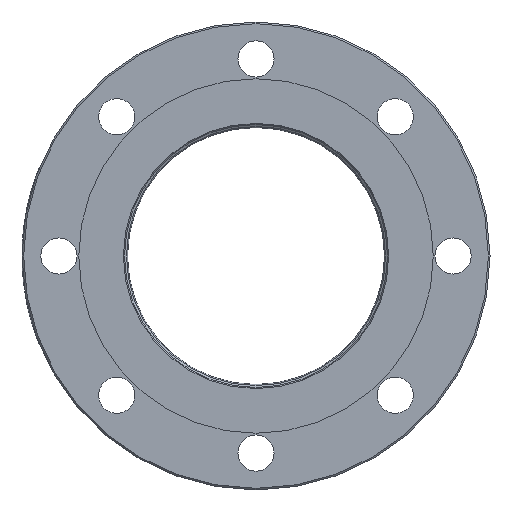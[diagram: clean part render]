
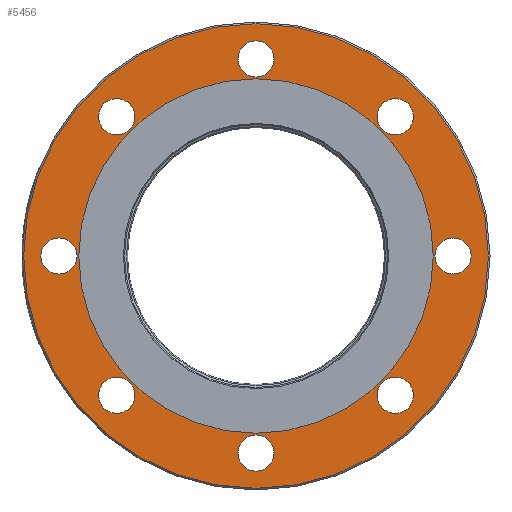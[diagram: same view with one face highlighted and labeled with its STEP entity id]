
A CAD part, left-side view. The second image highlights one B-rep face of the part: STEP entity #5456.
In plain terms, the highlighted planar face has unit normal (-1, 0, 0).
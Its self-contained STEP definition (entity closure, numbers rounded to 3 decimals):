
#146 = CARTESIAN_POINT ( 'NONE',  ( 3.962, -84.853, -84.853 ) ) ;
#230 = CARTESIAN_POINT ( 'NONE',  ( 3.962, -11., -120. ) ) ;
#267 = DIRECTION ( 'NONE',  ( 0., -0.707, -0.707 ) ) ;
#319 = ORIENTED_EDGE ( 'NONE', *, *, #8689, .T. ) ;
#362 = FACE_BOUND ( 'NONE', #9333, .T. ) ;
#540 = EDGE_CURVE ( 'NONE', #5069, #5069, #7139, .T. ) ;
#544 = ORIENTED_EDGE ( 'NONE', *, *, #829, .T. ) ;
#545 = CARTESIAN_POINT ( 'NONE',  ( 3.962, 0., 0. ) ) ;
#576 = EDGE_CURVE ( 'NONE', #11826, #11826, #7481, .T. ) ;
#612 = DIRECTION ( 'NONE',  ( 1., 0., 0. ) ) ;
#779 = AXIS2_PLACEMENT_3D ( 'NONE', #11439, #7186, #9123 ) ;
#829 = EDGE_CURVE ( 'NONE', #7934, #7934, #4104, .T. ) ;
#875 = FACE_BOUND ( 'NONE', #11197, .T. ) ;
#1194 = EDGE_CURVE ( 'NONE', #8948, #8948, #13511, .T. ) ;
#1278 = EDGE_LOOP ( 'NONE', ( #319 ) ) ;
#1385 = DIRECTION ( 'NONE',  ( 0., 0., -1. ) ) ;
#1514 = VERTEX_POINT ( 'NONE', #3379 ) ;
#1700 = FACE_BOUND ( 'NONE', #4780, .T. ) ;
#1805 = EDGE_LOOP ( 'NONE', ( #6255 ) ) ;
#2613 = DIRECTION ( 'NONE',  ( 0., 0., -1. ) ) ;
#2739 = CARTESIAN_POINT ( 'NONE',  ( 3.962, 0., 0. ) ) ;
#2848 = CIRCLE ( 'NONE', #7719, 11. ) ;
#3337 = CARTESIAN_POINT ( 'NONE',  ( 3.962, 11., 120. ) ) ;
#3346 = CIRCLE ( 'NONE', #5112, 11. ) ;
#3379 = CARTESIAN_POINT ( 'NONE',  ( 3.962, 77.074, -92.631 ) ) ;
#3901 = DIRECTION ( 'NONE',  ( 1., 0., 0. ) ) ;
#3912 = CARTESIAN_POINT ( 'NONE',  ( 3.962, 0., 0. ) ) ;
#3946 = CIRCLE ( 'NONE', #13359, 11. ) ;
#3948 = ORIENTED_EDGE ( 'NONE', *, *, #576, .T. ) ;
#4069 = FACE_BOUND ( 'NONE', #1278, .T. ) ;
#4104 = CIRCLE ( 'NONE', #4640, 141.5 ) ;
#4268 = AXIS2_PLACEMENT_3D ( 'NONE', #11122, #12189, #8953 ) ;
#4630 = DIRECTION ( 'NONE',  ( 0., 0., -1. ) ) ;
#4640 = AXIS2_PLACEMENT_3D ( 'NONE', #545, #12303, #2613 ) ;
#4780 = EDGE_LOOP ( 'NONE', ( #8907 ) ) ;
#4801 = CIRCLE ( 'NONE', #4268, 11. ) ;
#4836 = DIRECTION ( 'NONE',  ( 1., 0., 0. ) ) ;
#4884 = CARTESIAN_POINT ( 'NONE',  ( 3.962, -84.853, 84.853 ) ) ;
#4979 = CARTESIAN_POINT ( 'NONE',  ( 3.962, -120., 0. ) ) ;
#5069 = VERTEX_POINT ( 'NONE', #12645 ) ;
#5112 = AXIS2_PLACEMENT_3D ( 'NONE', #4979, #4836, #12507 ) ;
#5189 = AXIS2_PLACEMENT_3D ( 'NONE', #13192, #6768, #1385 ) ;
#5237 = FACE_BOUND ( 'NONE', #7903, .T. ) ;
#5456 = ADVANCED_FACE ( 'NONE', ( #9116, #12312, #4069, #10325, #5582, #10665, #875, #362, #1700, #5237 ), #7349, .F. ) ;
#5462 = DIRECTION ( 'NONE',  ( 0., -0.707, 0.707 ) ) ;
#5582 = FACE_BOUND ( 'NONE', #10280, .T. ) ;
#5596 = DIRECTION ( 'NONE',  ( 1., 0., 0. ) ) ;
#5622 = DIRECTION ( 'NONE',  ( 0., -1., 0. ) ) ;
#5737 = VERTEX_POINT ( 'NONE', #10875 ) ;
#5767 = EDGE_CURVE ( 'NONE', #12972, #12972, #11297, .T. ) ;
#5790 = ORIENTED_EDGE ( 'NONE', *, *, #10303, .T. ) ;
#6014 = DIRECTION ( 'NONE',  ( 0., 0.707, 0.707 ) ) ;
#6102 = CARTESIAN_POINT ( 'NONE',  ( 3.962, 0., -141.5 ) ) ;
#6255 = ORIENTED_EDGE ( 'NONE', *, *, #540, .T. ) ;
#6398 = VERTEX_POINT ( 'NONE', #230 ) ;
#6768 = DIRECTION ( 'NONE',  ( 1., 0., 0. ) ) ;
#7139 = CIRCLE ( 'NONE', #13729, 11. ) ;
#7182 = CARTESIAN_POINT ( 'NONE',  ( 3.962, 120., -11. ) ) ;
#7186 = DIRECTION ( 'NONE',  ( 1., 0., 0. ) ) ;
#7349 = PLANE ( 'NONE',  #8760 ) ;
#7481 = CIRCLE ( 'NONE', #779, 11. ) ;
#7595 = EDGE_LOOP ( 'NONE', ( #11134 ) ) ;
#7712 = CARTESIAN_POINT ( 'NONE',  ( 3.962, -92.631, -77.074 ) ) ;
#7719 = AXIS2_PLACEMENT_3D ( 'NONE', #146, #5596, #5462 ) ;
#7903 = EDGE_LOOP ( 'NONE', ( #9331 ) ) ;
#7934 = VERTEX_POINT ( 'NONE', #6102 ) ;
#7956 = EDGE_CURVE ( 'NONE', #12301, #12301, #4801, .T. ) ;
#8433 = CARTESIAN_POINT ( 'NONE',  ( 3.962, 0., -107.95 ) ) ;
#8477 = EDGE_LOOP ( 'NONE', ( #5790 ) ) ;
#8689 = EDGE_CURVE ( 'NONE', #6398, #6398, #3946, .T. ) ;
#8760 = AXIS2_PLACEMENT_3D ( 'NONE', #3912, #612, #4630 ) ;
#8797 = CARTESIAN_POINT ( 'NONE',  ( 3.962, 0., -120. ) ) ;
#8813 = EDGE_LOOP ( 'NONE', ( #544 ) ) ;
#8907 = ORIENTED_EDGE ( 'NONE', *, *, #1194, .T. ) ;
#8948 = VERTEX_POINT ( 'NONE', #7182 ) ;
#8953 = DIRECTION ( 'NONE',  ( 0., 1., 0. ) ) ;
#9116 = FACE_OUTER_BOUND ( 'NONE', #8813, .T. ) ;
#9123 = DIRECTION ( 'NONE',  ( 0., 0.707, -0.707 ) ) ;
#9331 = ORIENTED_EDGE ( 'NONE', *, *, #5767, .T. ) ;
#9333 = EDGE_LOOP ( 'NONE', ( #3948 ) ) ;
#9594 = DIRECTION ( 'NONE',  ( 1., 0., 0. ) ) ;
#9630 = VERTEX_POINT ( 'NONE', #7712 ) ;
#10280 = EDGE_LOOP ( 'NONE', ( #12275 ) ) ;
#10303 = EDGE_CURVE ( 'NONE', #9630, #9630, #2848, .T. ) ;
#10325 = FACE_BOUND ( 'NONE', #8477, .T. ) ;
#10332 = DIRECTION ( 'NONE',  ( 1., 0., 0. ) ) ;
#10374 = ORIENTED_EDGE ( 'NONE', *, *, #7956, .T. ) ;
#10521 = EDGE_CURVE ( 'NONE', #5737, #5737, #3346, .T. ) ;
#10665 = FACE_BOUND ( 'NONE', #1805, .T. ) ;
#10875 = CARTESIAN_POINT ( 'NONE',  ( 3.962, -120., 11. ) ) ;
#10973 = EDGE_CURVE ( 'NONE', #1514, #1514, #12736, .T. ) ;
#11046 = CARTESIAN_POINT ( 'NONE',  ( 3.962, 84.853, -84.853 ) ) ;
#11122 = CARTESIAN_POINT ( 'NONE',  ( 3.962, 0., 120. ) ) ;
#11134 = ORIENTED_EDGE ( 'NONE', *, *, #10973, .T. ) ;
#11197 = EDGE_LOOP ( 'NONE', ( #10374 ) ) ;
#11281 = AXIS2_PLACEMENT_3D ( 'NONE', #2739, #3901, #11547 ) ;
#11297 = CIRCLE ( 'NONE', #11281, 107.95 ) ;
#11439 = CARTESIAN_POINT ( 'NONE',  ( 3.962, 84.853, 84.853 ) ) ;
#11547 = DIRECTION ( 'NONE',  ( 0., 0., -1. ) ) ;
#11826 = VERTEX_POINT ( 'NONE', #13756 ) ;
#12189 = DIRECTION ( 'NONE',  ( 1., 0., 0. ) ) ;
#12244 = AXIS2_PLACEMENT_3D ( 'NONE', #11046, #13240, #267 ) ;
#12275 = ORIENTED_EDGE ( 'NONE', *, *, #10521, .T. ) ;
#12301 = VERTEX_POINT ( 'NONE', #3337 ) ;
#12303 = DIRECTION ( 'NONE',  ( -1., 0., 0. ) ) ;
#12312 = FACE_BOUND ( 'NONE', #7595, .T. ) ;
#12507 = DIRECTION ( 'NONE',  ( 0., 0., 1. ) ) ;
#12645 = CARTESIAN_POINT ( 'NONE',  ( 3.962, -77.074, 92.631 ) ) ;
#12736 = CIRCLE ( 'NONE', #12244, 11. ) ;
#12972 = VERTEX_POINT ( 'NONE', #8433 ) ;
#13192 = CARTESIAN_POINT ( 'NONE',  ( 3.962, 120., 0. ) ) ;
#13240 = DIRECTION ( 'NONE',  ( 1., 0., 0. ) ) ;
#13359 = AXIS2_PLACEMENT_3D ( 'NONE', #8797, #9594, #5622 ) ;
#13511 = CIRCLE ( 'NONE', #5189, 11. ) ;
#13729 = AXIS2_PLACEMENT_3D ( 'NONE', #4884, #10332, #6014 ) ;
#13756 = CARTESIAN_POINT ( 'NONE',  ( 3.962, 92.631, 77.074 ) ) ;
